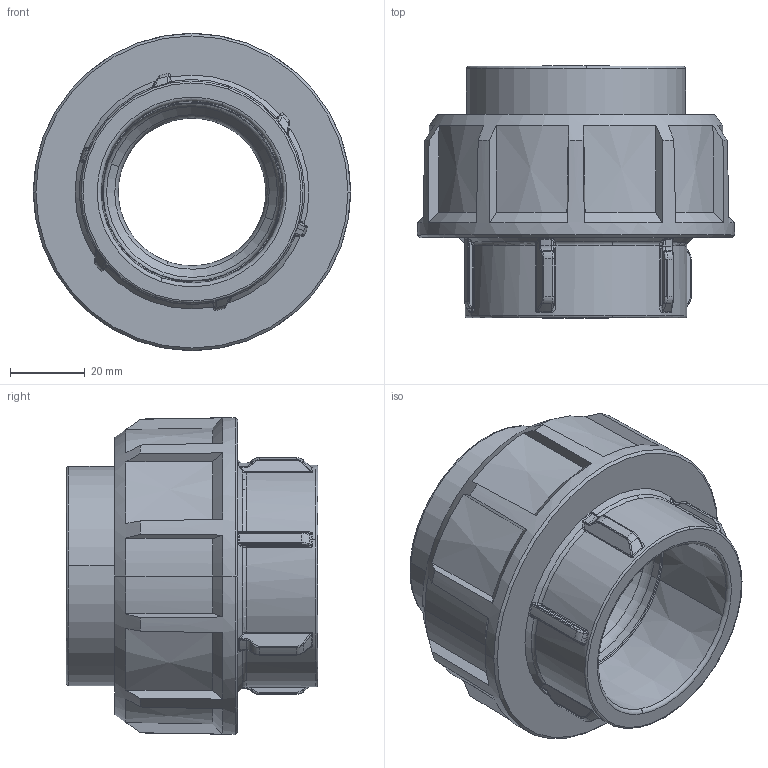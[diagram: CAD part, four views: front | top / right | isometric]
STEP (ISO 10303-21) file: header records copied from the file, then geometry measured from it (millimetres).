
FILE_DESCRIPTION(('STEP AP214'),'1');
FILE_NAME('bigm050e.stp','2017-12-10T09:03:35',('TraceParts'),('TraceParts S.A.'),'Spatial InterOp 3D',' ',' ');
FILE_SCHEMA(('automotive_design'));
Length unit declared in the file: millimetre
Products named in the file (3): bigm050e_1; bigm050e_2; bigm050e_3
Bounding box: 85.08 x 67.5 x 85.08 mm (x, y, z)
Volume: 146349.1 mm3; surface area: 52161.4 mm2
Topology: 3 solids, 3 shells, 375 faces, 946 edges, 583 vertices
Faces by surface type: cylinder 108, bspline 104, torus 63, cone 55, plane 45
Entity records: 16567 total; most frequent: CARTESIAN_POINT 5052, ORIENTED_EDGE 1892, DIRECTION 1674, EDGE_CURVE 946, AXIS2_PLACEMENT_3D 758, VERTEX_POINT 583, CIRCLE 484, EDGE_LOOP 387
